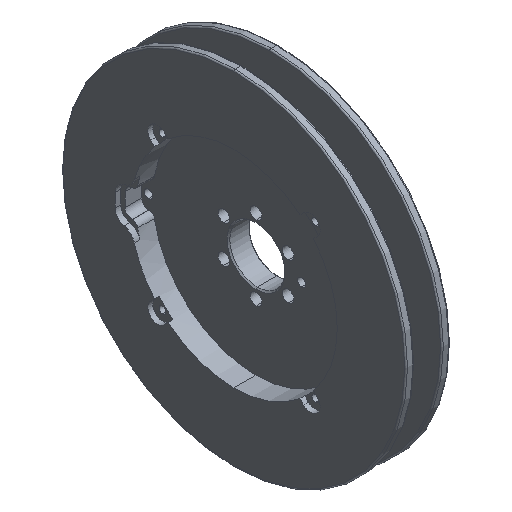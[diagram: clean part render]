
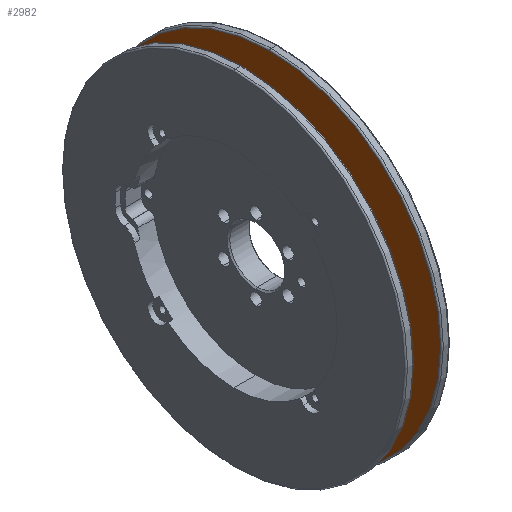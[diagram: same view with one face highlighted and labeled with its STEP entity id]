
A CAD part, isometric view. The second image highlights one B-rep face of the part: STEP entity #2982.
In plain terms, the highlighted planar face has unit normal (-1, 0, 0).
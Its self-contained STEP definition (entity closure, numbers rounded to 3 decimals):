
#88 = PLANE ( 'NONE',  #3394 ) ;
#97 = DIRECTION ( 'NONE',  ( 0., 0., -1. ) ) ;
#110 = CARTESIAN_POINT ( 'NONE',  ( 5., 0., 0. ) ) ;
#287 = CIRCLE ( 'NONE', #1364, 62. ) ;
#303 = CARTESIAN_POINT ( 'NONE',  ( 5., 44.466, -1.737 ) ) ;
#415 = CARTESIAN_POINT ( 'NONE',  ( 5., 44.466, 1.737 ) ) ;
#418 = CARTESIAN_POINT ( 'NONE',  ( 5., 44.25, 0. ) ) ;
#489 = EDGE_CURVE ( 'NONE', #2021, #1326, #1469, .T. ) ;
#516 = AXIS2_PLACEMENT_3D ( 'NONE', #2344, #1975, #3398 ) ;
#694 = AXIS2_PLACEMENT_3D ( 'NONE', #2356, #1054, #2885 ) ;
#744 = VERTEX_POINT ( 'NONE', #415 ) ;
#780 = EDGE_LOOP ( 'NONE', ( #1038, #2677 ) ) ;
#797 = CIRCLE ( 'NONE', #516, 44.5 ) ;
#884 = DIRECTION ( 'NONE',  ( 1., 0., 0. ) ) ;
#906 = VERTEX_POINT ( 'NONE', #2071 ) ;
#960 = DIRECTION ( 'NONE',  ( 1., 0., 0. ) ) ;
#999 = DIRECTION ( 'NONE',  ( 0., 0., -1. ) ) ;
#1038 = ORIENTED_EDGE ( 'NONE', *, *, #2460, .T. ) ;
#1054 = DIRECTION ( 'NONE',  ( -1., 0., 0. ) ) ;
#1147 = ORIENTED_EDGE ( 'NONE', *, *, #2736, .T. ) ;
#1170 = EDGE_LOOP ( 'NONE', ( #1864, #3094, #2532, #1147 ) ) ;
#1315 = EDGE_CURVE ( 'NONE', #906, #1852, #287, .T. ) ;
#1326 = VERTEX_POINT ( 'NONE', #2338 ) ;
#1357 = EDGE_CURVE ( 'NONE', #1326, #2412, #2658, .T. ) ;
#1364 = AXIS2_PLACEMENT_3D ( 'NONE', #1809, #2314, #999 ) ;
#1373 = DIRECTION ( 'NONE',  ( 1., 0., 0. ) ) ;
#1425 = CIRCLE ( 'NONE', #694, 62. ) ;
#1469 = CIRCLE ( 'NONE', #1628, 44.5 ) ;
#1493 = DIRECTION ( 'NONE',  ( 0., 0., -1. ) ) ;
#1628 = AXIS2_PLACEMENT_3D ( 'NONE', #110, #960, #97 ) ;
#1809 = CARTESIAN_POINT ( 'NONE',  ( 5., 0., 0. ) ) ;
#1815 = CARTESIAN_POINT ( 'NONE',  ( 5., 0., 44.5 ) ) ;
#1824 = DIRECTION ( 'NONE',  ( 0., 0., -1. ) ) ;
#1852 = VERTEX_POINT ( 'NONE', #2452 ) ;
#1864 = ORIENTED_EDGE ( 'NONE', *, *, #2020, .T. ) ;
#1908 = AXIS2_PLACEMENT_3D ( 'NONE', #418, #3282, #1493 ) ;
#1947 = AXIS2_PLACEMENT_3D ( 'NONE', #3393, #1373, #1824 ) ;
#1975 = DIRECTION ( 'NONE',  ( 1., 0., 0. ) ) ;
#2020 = EDGE_CURVE ( 'NONE', #744, #2021, #797, .T. ) ;
#2021 = VERTEX_POINT ( 'NONE', #1815 ) ;
#2071 = CARTESIAN_POINT ( 'NONE',  ( 5., 0., 62. ) ) ;
#2186 = FACE_OUTER_BOUND ( 'NONE', #780, .T. ) ;
#2198 = DIRECTION ( 'NONE',  ( 0., 0., -1. ) ) ;
#2215 = FACE_BOUND ( 'NONE', #1170, .T. ) ;
#2314 = DIRECTION ( 'NONE',  ( -1., 0., 0. ) ) ;
#2338 = CARTESIAN_POINT ( 'NONE',  ( 5., 0., -44.5 ) ) ;
#2344 = CARTESIAN_POINT ( 'NONE',  ( 5., 0., 0. ) ) ;
#2356 = CARTESIAN_POINT ( 'NONE',  ( 5., 0., 0. ) ) ;
#2412 = VERTEX_POINT ( 'NONE', #303 ) ;
#2452 = CARTESIAN_POINT ( 'NONE',  ( 5., 0., -62. ) ) ;
#2460 = EDGE_CURVE ( 'NONE', #1852, #906, #1425, .T. ) ;
#2532 = ORIENTED_EDGE ( 'NONE', *, *, #1357, .T. ) ;
#2618 = CIRCLE ( 'NONE', #1908, 1.75 ) ;
#2658 = CIRCLE ( 'NONE', #1947, 44.5 ) ;
#2677 = ORIENTED_EDGE ( 'NONE', *, *, #1315, .T. ) ;
#2736 = EDGE_CURVE ( 'NONE', #2412, #744, #2618, .T. ) ;
#2885 = DIRECTION ( 'NONE',  ( 0., 0., -1. ) ) ;
#2982 = ADVANCED_FACE ( 'NONE', ( #2186, #2215 ), #88, .F. ) ;
#3094 = ORIENTED_EDGE ( 'NONE', *, *, #489, .T. ) ;
#3242 = CARTESIAN_POINT ( 'NONE',  ( 5., 42.5, 0. ) ) ;
#3282 = DIRECTION ( 'NONE',  ( 1., 0., 0. ) ) ;
#3393 = CARTESIAN_POINT ( 'NONE',  ( 5., 0., 0. ) ) ;
#3394 = AXIS2_PLACEMENT_3D ( 'NONE', #3242, #884, #2198 ) ;
#3398 = DIRECTION ( 'NONE',  ( 0., 0., -1. ) ) ;
